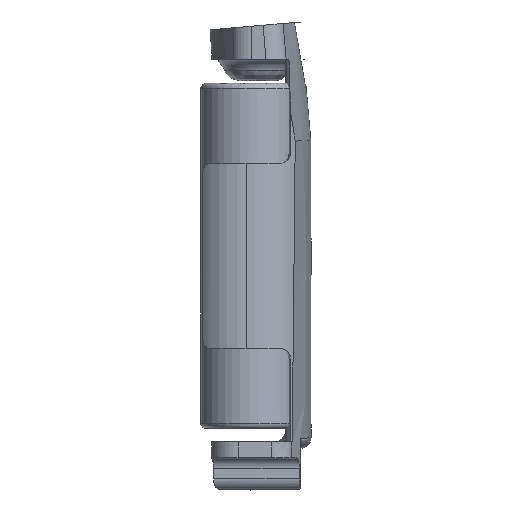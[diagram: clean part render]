
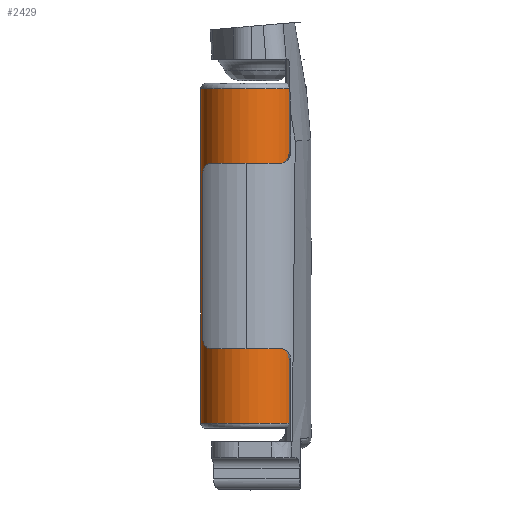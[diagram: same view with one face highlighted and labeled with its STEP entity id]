
A CAD part, left-side view. The second image highlights one B-rep face of the part: STEP entity #2429.
In plain terms, the highlighted cylindrical face has radius 9 mm (diameter 18 mm), a full revolution.
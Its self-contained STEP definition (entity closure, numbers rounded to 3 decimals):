
#171=LINE('',#3501,#324);
#324=VECTOR('',#2848,9.);
#477=CYLINDRICAL_SURFACE('',#2585,9.);
#548=FACE_OUTER_BOUND('',#684,.T.);
#684=EDGE_LOOP('',(#1592,#1593,#1594,#1595,#1596,#1597));
#825=CIRCLE('',#2582,9.);
#827=CIRCLE('',#2584,9.);
#828=CIRCLE('',#2586,9.);
#829=CIRCLE('',#2587,9.);
#931=VERTEX_POINT('',#3492);
#932=VERTEX_POINT('',#3493);
#933=VERTEX_POINT('',#3498);
#934=VERTEX_POINT('',#3499);
#1194=EDGE_CURVE('',#931,#932,#825,.T.);
#1196=EDGE_CURVE('',#932,#931,#827,.T.);
#1197=EDGE_CURVE('',#933,#934,#828,.T.);
#1198=EDGE_CURVE('',#933,#931,#171,.T.);
#1199=EDGE_CURVE('',#934,#933,#829,.T.);
#1592=ORIENTED_EDGE('',*,*,#1197,.F.);
#1593=ORIENTED_EDGE('',*,*,#1198,.T.);
#1594=ORIENTED_EDGE('',*,*,#1196,.F.);
#1595=ORIENTED_EDGE('',*,*,#1194,.F.);
#1596=ORIENTED_EDGE('',*,*,#1198,.F.);
#1597=ORIENTED_EDGE('',*,*,#1199,.F.);
#2429=ADVANCED_FACE('',(#548),#477,.T.);
#2582=AXIS2_PLACEMENT_3D('',#3494,#2838,#2839);
#2584=AXIS2_PLACEMENT_3D('',#3496,#2842,#2843);
#2585=AXIS2_PLACEMENT_3D('',#3497,#2844,#2845);
#2586=AXIS2_PLACEMENT_3D('',#3500,#2846,#2847);
#2587=AXIS2_PLACEMENT_3D('',#3502,#2849,#2850);
#2838=DIRECTION('center_axis',(0.,0.,-1.));
#2839=DIRECTION('ref_axis',(1.,0.,0.));
#2842=DIRECTION('center_axis',(0.,0.,-1.));
#2843=DIRECTION('ref_axis',(1.,0.,0.));
#2844=DIRECTION('center_axis',(0.,0.,1.));
#2845=DIRECTION('ref_axis',(1.,0.,0.));
#2846=DIRECTION('center_axis',(0.,0.,1.));
#2847=DIRECTION('ref_axis',(1.,0.,0.));
#2848=DIRECTION('',(0.,0.,-1.));
#2849=DIRECTION('center_axis',(0.,0.,1.));
#2850=DIRECTION('ref_axis',(1.,0.,0.));
#3492=CARTESIAN_POINT('',(-9.,0.,1.));
#3493=CARTESIAN_POINT('',(-8.999,-0.152,1.));
#3494=CARTESIAN_POINT('Origin',(0.,0.,1.));
#3496=CARTESIAN_POINT('Origin',(0.,0.,1.));
#3497=CARTESIAN_POINT('Origin',(0.,0.,0.));
#3498=CARTESIAN_POINT('',(-9.,0.,64.));
#3499=CARTESIAN_POINT('',(-8.999,0.107,64.));
#3500=CARTESIAN_POINT('Origin',(0.,0.,64.));
#3501=CARTESIAN_POINT('',(-9.,0.,0.));
#3502=CARTESIAN_POINT('Origin',(0.,0.,64.));
